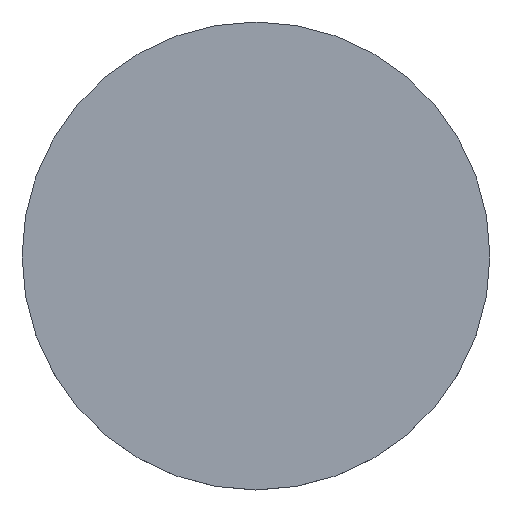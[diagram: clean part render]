
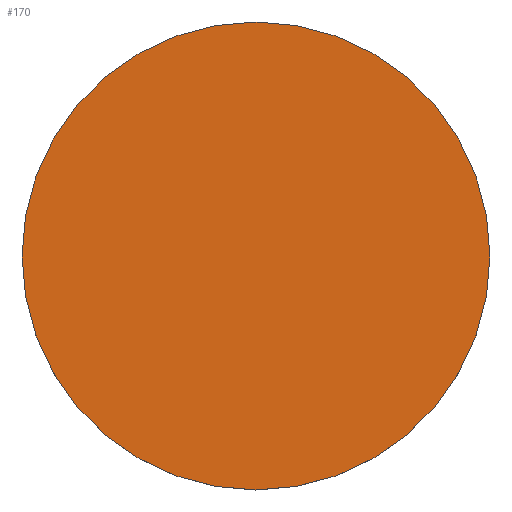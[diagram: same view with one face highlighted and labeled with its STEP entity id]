
A CAD part, top view. The second image highlights one B-rep face of the part: STEP entity #170.
In plain terms, the highlighted planar face has unit normal (0, 0, 1).
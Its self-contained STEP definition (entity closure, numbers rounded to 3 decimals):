
#3 = EDGE_LOOP ( 'NONE', ( #124, #153 ) ) ;
#12 = DIRECTION ( 'NONE',  ( 1., 0., 0. ) ) ;
#14 = CIRCLE ( 'NONE', #42, 38.1 ) ;
#29 = DIRECTION ( 'NONE',  ( 0., 0., -1. ) ) ;
#42 = AXIS2_PLACEMENT_3D ( 'NONE', #119, #29, #168 ) ;
#55 = AXIS2_PLACEMENT_3D ( 'NONE', #226, #156, #121 ) ;
#58 = EDGE_CURVE ( 'NONE', #65, #75, #14, .T. ) ;
#59 = EDGE_CURVE ( 'NONE', #75, #65, #74, .T. ) ;
#65 = VERTEX_POINT ( 'NONE', #225 ) ;
#74 = CIRCLE ( 'NONE', #55, 38.1 ) ;
#75 = VERTEX_POINT ( 'NONE', #229 ) ;
#80 = CARTESIAN_POINT ( 'NONE',  ( 0., 77.928, 6. ) ) ;
#83 = PLANE ( 'NONE',  #162 ) ;
#119 = CARTESIAN_POINT ( 'NONE',  ( 0., 0., 6. ) ) ;
#121 = DIRECTION ( 'NONE',  ( 1., 0., 0. ) ) ;
#124 = ORIENTED_EDGE ( 'NONE', *, *, #59, .F. ) ;
#153 = ORIENTED_EDGE ( 'NONE', *, *, #58, .F. ) ;
#156 = DIRECTION ( 'NONE',  ( 0., 0., -1. ) ) ;
#162 = AXIS2_PLACEMENT_3D ( 'NONE', #80, #231, #12 ) ;
#168 = DIRECTION ( 'NONE',  ( 1., 0., 0. ) ) ;
#170 = ADVANCED_FACE ( 'NONE', ( #230 ), #83, .T. ) ;
#225 = CARTESIAN_POINT ( 'NONE',  ( -38.1, 0., 6. ) ) ;
#226 = CARTESIAN_POINT ( 'NONE',  ( 0., 0., 6. ) ) ;
#229 = CARTESIAN_POINT ( 'NONE',  ( 38.1, 0., 6. ) ) ;
#230 = FACE_OUTER_BOUND ( 'NONE', #3, .T. ) ;
#231 = DIRECTION ( 'NONE',  ( 0., 0., 1. ) ) ;
